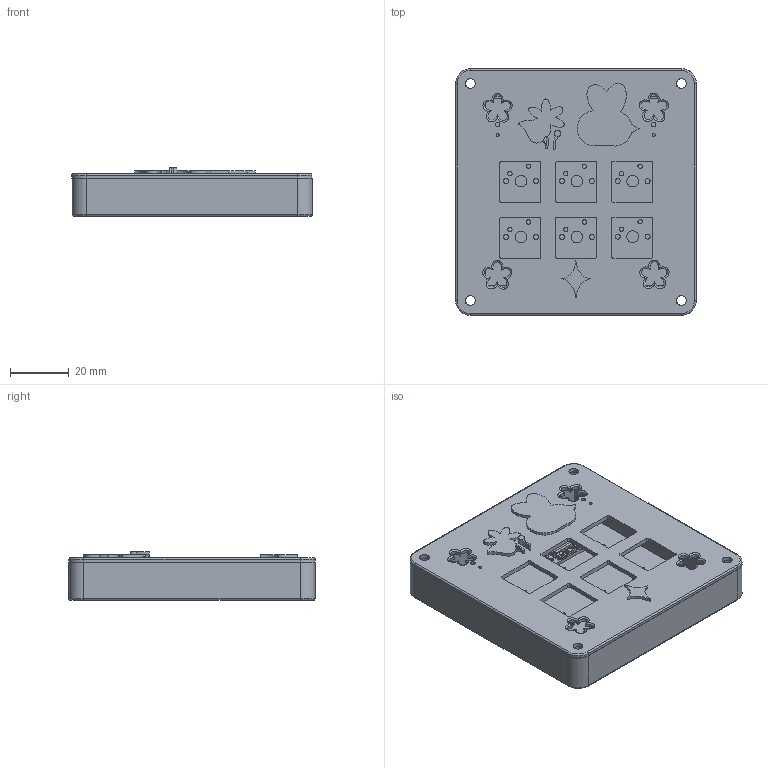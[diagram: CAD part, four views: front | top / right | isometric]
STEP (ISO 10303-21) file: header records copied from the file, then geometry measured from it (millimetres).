
FILE_DESCRIPTION(/* description */ (''),/* implementation_level */ '2;1');
FILE_NAME(/* name */ 'Flower Pad Assembled Case.step',/* time_stamp */ '2025-07-09T13:01:39-04:00',/* author */ (''),/* organization */ (''),/* preprocessor_version */ 'ST-DEVELOPER v20.1',/* originating_system */ 'Autodesk Translation Framework v14.10.0.0',/* authorisation */ '');
FILE_SCHEMA (('AUTOMOTIVE_DESIGN { 1 0 10303 214 3 1 1 }'));
Products named in the file (16): (Unsaved); Flower Pad Case; Flower Pad 1; Flower Pad_PCB; Seeed Studio XIAO RP2040; main; type-c v2; smd_button v3; SK6805-2.4x2.7 v1; Shell; DOUT; DIN; VSS; VDD; smd_button v3(Mirror); Flower Pad Case Top
Assembly tree (15 placements, depth 5):
  (Unsaved)
    Flower Pad Case
    Flower Pad 1
      Flower Pad_PCB
    Seeed Studio XIAO RP2040
      main
        type-c v2
        smd_button v3
        SK6805-2.4x2.7 v1
          Shell
          DOUT
          DIN
          VSS
          VDD
        smd_button v3(Mirror)
    Flower Pad Case Top
Bounding box: 82.16 x 84.08 x 16.5 mm (x, y, z)
Volume: 61515.9 mm3; surface area: 43671.9 mm2
Topology: 86 solids, 86 shells, 1811 faces, 4721 edges, 3096 vertices
Faces by surface type: plane 931, bspline 552, cylinder 292, torus 20, sphere 10, cone 6
Full cylindrical faces by diameter (mm): 0.4 x1, 0.5 x2, 0.8 x14, 0.889 x14, 1 x2, 1.5 x16, 1.7 x12, 2 x1, 3.4 x8, 4 x6, 6 x4
Entity records: 64694 total; most frequent: CARTESIAN_POINT 22346, ORIENTED_EDGE 9426, DIRECTION 6943, EDGE_CURVE 4713, VERTEX_POINT 3096, LINE 2999, VECTOR 2999, EDGE_LOOP 2039
